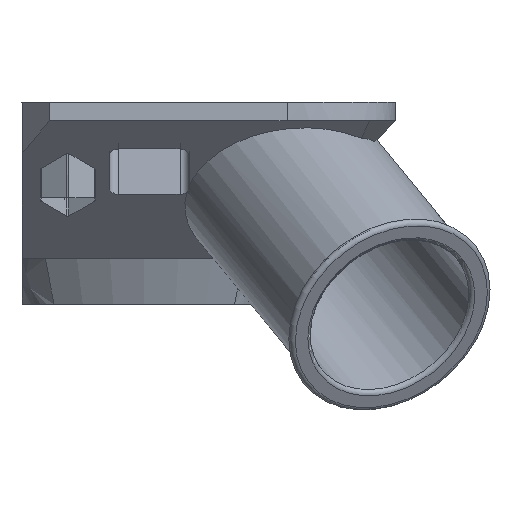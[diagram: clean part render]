
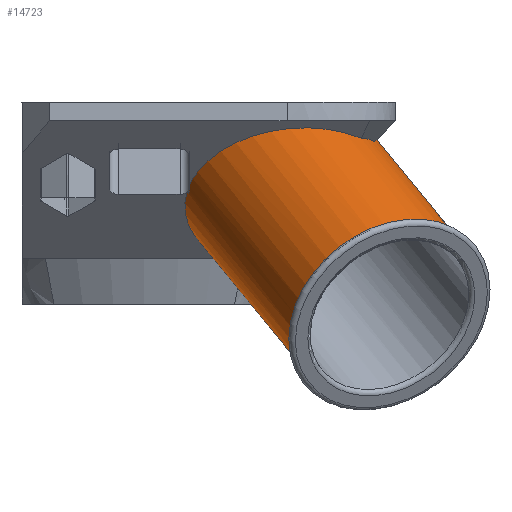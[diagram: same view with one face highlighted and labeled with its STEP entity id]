
A CAD part, left-side view. The second image highlights one B-rep face of the part: STEP entity #14723.
In plain terms, the highlighted cylindrical face has radius 11 mm (diameter 22 mm), a full revolution.
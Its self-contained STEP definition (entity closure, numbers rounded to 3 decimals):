
#162=CYLINDRICAL_SURFACE('',#15761,11.);
#421=CIRCLE('',#15759,11.);
#422=CIRCLE('',#15760,11.);
#1204=LINE('',#24334,#2440);
#2440=VECTOR('',#17925,11.);
#3679=FACE_OUTER_BOUND('',#4502,.T.);
#4502=EDGE_LOOP('',(#11782,#11783,#11784,#11785,#11786,#11787,#11788,#11789,
#11790,#11791,#11792,#11793));
#4955=ELLIPSE('',#15180,16.826,11.);
#4956=ELLIPSE('',#15181,16.826,11.);
#4962=ELLIPSE('',#15611,21.639,11.);
#4977=ELLIPSE('',#15638,26.43,11.);
#4984=ELLIPSE('',#15656,12.324,11.);
#4985=ELLIPSE('',#15657,12.324,11.);
#5013=ELLIPSE('',#15762,11.954,11.);
#5368=B_SPLINE_CURVE_WITH_KNOTS('',3,(#23330,#23331,#23332,#23333,#23334,
#23335,#23336,#23337,#23338,#23339,#23340,#23341,#23342,#23343,#23344,#23345,
#23346,#23347),.UNSPECIFIED.,.F.,.F.,(4,2,2,2,2,2,2,2,4),(0.882,
0.921,0.935,0.943,0.95,
0.955,0.96,0.969,0.988),
 .UNSPECIFIED.);
#5753=VERTEX_POINT('',#19284);
#5754=VERTEX_POINT('',#19286);
#5755=VERTEX_POINT('',#19288);
#6356=VERTEX_POINT('',#22332);
#6568=VERTEX_POINT('',#23320);
#6569=VERTEX_POINT('',#23322);
#6571=VERTEX_POINT('',#23328);
#6582=VERTEX_POINT('',#23387);
#6734=VERTEX_POINT('',#24328);
#6735=VERTEX_POINT('',#24330);
#7254=EDGE_CURVE('',#5754,#5753,#4955,.T.);
#7255=EDGE_CURVE('',#5755,#5754,#4956,.T.);
#8134=EDGE_CURVE('',#6356,#5755,#4962,.T.);
#8357=EDGE_CURVE('',#6569,#6568,#4977,.T.);
#8361=EDGE_CURVE('',#6568,#6571,#5368,.T.);
#8381=EDGE_CURVE('',#6582,#6569,#4984,.T.);
#8388=EDGE_CURVE('',#6571,#6356,#4985,.T.);
#8582=EDGE_CURVE('',#6734,#6735,#421,.T.);
#8583=EDGE_CURVE('',#6735,#6734,#422,.T.);
#8584=EDGE_CURVE('',#6735,#5754,#1204,.T.);
#8585=EDGE_CURVE('',#5753,#6582,#5013,.T.);
#11782=ORIENTED_EDGE('',*,*,#8583,.F.);
#11783=ORIENTED_EDGE('',*,*,#8584,.T.);
#11784=ORIENTED_EDGE('',*,*,#7254,.T.);
#11785=ORIENTED_EDGE('',*,*,#8585,.T.);
#11786=ORIENTED_EDGE('',*,*,#8381,.T.);
#11787=ORIENTED_EDGE('',*,*,#8357,.T.);
#11788=ORIENTED_EDGE('',*,*,#8361,.T.);
#11789=ORIENTED_EDGE('',*,*,#8388,.T.);
#11790=ORIENTED_EDGE('',*,*,#8134,.T.);
#11791=ORIENTED_EDGE('',*,*,#7255,.T.);
#11792=ORIENTED_EDGE('',*,*,#8584,.F.);
#11793=ORIENTED_EDGE('',*,*,#8582,.F.);
#14723=ADVANCED_FACE('',(#3679),#162,.T.);
#15180=AXIS2_PLACEMENT_3D('',#19287,#16098,#16099);
#15181=AXIS2_PLACEMENT_3D('',#19289,#16100,#16101);
#15611=AXIS2_PLACEMENT_3D('',#22333,#17480,#17481);
#15638=AXIS2_PLACEMENT_3D('',#23323,#17569,#17570);
#15656=AXIS2_PLACEMENT_3D('',#23388,#17621,#17622);
#15657=AXIS2_PLACEMENT_3D('',#23403,#17628,#17629);
#15759=AXIS2_PLACEMENT_3D('',#24331,#17919,#17920);
#15760=AXIS2_PLACEMENT_3D('',#24332,#17921,#17922);
#15761=AXIS2_PLACEMENT_3D('',#24333,#17923,#17924);
#15762=AXIS2_PLACEMENT_3D('',#24335,#17926,#17927);
#16098=DIRECTION('center_axis',(0.,-0.707,
-0.707));
#16099=DIRECTION('ref_axis',(-0.996,0.061,-0.061));
#16100=DIRECTION('center_axis',(0.,-0.707,
-0.707));
#16101=DIRECTION('ref_axis',(-0.996,0.061,-0.061));
#17480=DIRECTION('center_axis',(0.,0.,
-1.));
#17481=DIRECTION('ref_axis',(0.875,0.483,0.));
#17569=DIRECTION('center_axis',(0.,-1.,0.));
#17570=DIRECTION('ref_axis',(-0.829,0.,-0.559));
#17621=DIRECTION('center_axis',(-0.707,0.,
-0.707));
#17622=DIRECTION('ref_axis',(0.272,0.923,-0.272));
#17628=DIRECTION('center_axis',(-0.707,0.,
-0.707));
#17629=DIRECTION('ref_axis',(0.272,0.923,-0.272));
#17919=DIRECTION('center_axis',(-0.754,-0.416,-0.508));
#17920=DIRECTION('ref_axis',(-0.483,0.875,0.));
#17921=DIRECTION('center_axis',(-0.754,-0.416,-0.508));
#17922=DIRECTION('ref_axis',(-0.483,0.875,0.));
#17923=DIRECTION('center_axis',(-0.754,-0.416,-0.508));
#17924=DIRECTION('ref_axis',(-0.483,0.875,0.));
#17925=DIRECTION('',(0.754,0.416,0.508));
#17926=DIRECTION('center_axis',(-0.437,-0.556,-0.707));
#17927=DIRECTION('ref_axis',(-0.899,0.244,0.364));
#19284=CARTESIAN_POINT('',(507.723,-545.731,-2.899));
#19286=CARTESIAN_POINT('',(523.448,-543.412,-5.219));
#19287=CARTESIAN_POINT('Origin',(510.279,-538.117,-10.514));
#19288=CARTESIAN_POINT('',(522.099,-532.993,-15.638));
#19289=CARTESIAN_POINT('Origin',(510.279,-538.117,-10.514));
#22332=CARTESIAN_POINT('',(518.324,-529.037,-15.638));
#22333=CARTESIAN_POINT('Origin',(502.68,-542.312,-15.638));
#23320=CARTESIAN_POINT('',(510.453,-525.5,-7.905));
#23322=CARTESIAN_POINT('',(510.429,-525.5,-7.742));
#23323=CARTESIAN_POINT('Origin',(533.132,-525.5,4.895));
#23328=CARTESIAN_POINT('',(511.032,-525.273,-8.346));
#23330=CARTESIAN_POINT('Ctrl Pts',(510.453,-525.5,-7.905));
#23331=CARTESIAN_POINT('Ctrl Pts',(510.475,-525.5,-8.034));
#23332=CARTESIAN_POINT('Ctrl Pts',(510.502,-525.499,-8.16));
#23333=CARTESIAN_POINT('Ctrl Pts',(510.57,-525.485,-8.325));
#23334=CARTESIAN_POINT('Ctrl Pts',(510.594,-525.48,-8.373));
#23335=CARTESIAN_POINT('Ctrl Pts',(510.638,-525.467,-8.434));
#23336=CARTESIAN_POINT('Ctrl Pts',(510.654,-525.462,-8.453));
#23337=CARTESIAN_POINT('Ctrl Pts',(510.69,-525.45,-8.485));
#23338=CARTESIAN_POINT('Ctrl Pts',(510.709,-525.443,-8.498));
#23339=CARTESIAN_POINT('Ctrl Pts',(510.744,-525.429,-8.513));
#23340=CARTESIAN_POINT('Ctrl Pts',(510.759,-525.422,-8.517));
#23341=CARTESIAN_POINT('Ctrl Pts',(510.789,-525.409,-8.52));
#23342=CARTESIAN_POINT('Ctrl Pts',(510.804,-525.402,-8.519));
#23343=CARTESIAN_POINT('Ctrl Pts',(510.849,-525.38,-8.511));
#23344=CARTESIAN_POINT('Ctrl Pts',(510.878,-525.365,-8.497));
#23345=CARTESIAN_POINT('Ctrl Pts',(510.95,-525.325,-8.448));
#23346=CARTESIAN_POINT('Ctrl Pts',(510.995,-525.298,-8.398));
#23347=CARTESIAN_POINT('Ctrl Pts',(511.032,-525.273,-8.346));
#23387=CARTESIAN_POINT('',(505.232,-544.225,-2.545));
#23388=CARTESIAN_POINT('Origin',(512.024,-537.153,-9.337));
#23403=CARTESIAN_POINT('Origin',(512.024,-537.153,-9.337));
#24328=CARTESIAN_POINT('',(488.225,-546.897,-12.117));
#24330=CARTESIAN_POINT('',(499.691,-556.527,-21.238));
#24331=CARTESIAN_POINT('Origin',(494.374,-546.897,-21.238));
#24332=CARTESIAN_POINT('Origin',(494.374,-546.897,-21.238));
#24333=CARTESIAN_POINT('Origin',(493.243,-547.521,-22.));
#24334=CARTESIAN_POINT('',(498.56,-557.151,-22.));
#24335=CARTESIAN_POINT('Origin',(510.306,-538.101,-10.495));
